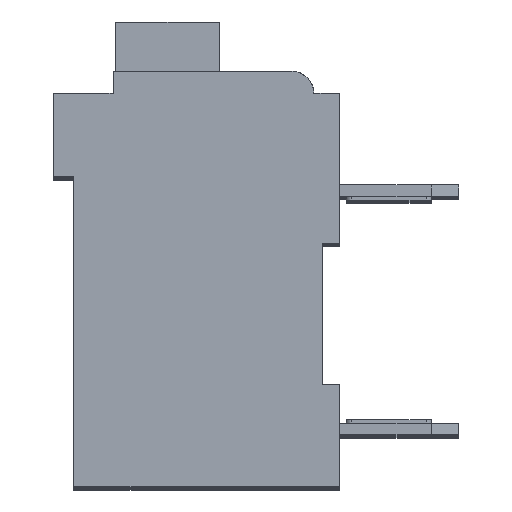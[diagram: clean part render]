
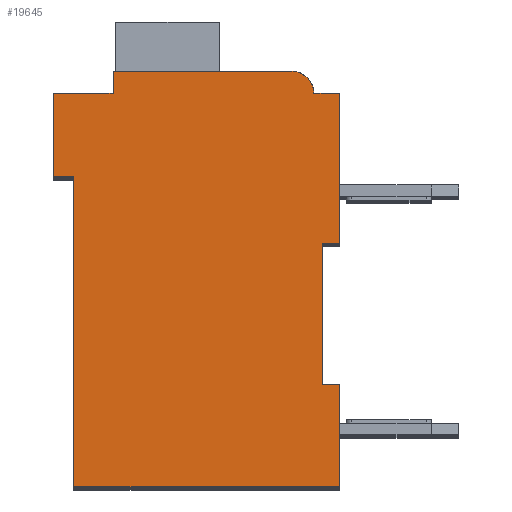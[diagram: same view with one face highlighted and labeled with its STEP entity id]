
A CAD part, top view. The second image highlights one B-rep face of the part: STEP entity #19645.
In plain terms, the highlighted planar face has unit normal (0, 0, 1).
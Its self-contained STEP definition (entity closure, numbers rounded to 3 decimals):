
#6058=DIRECTION('',(1.,0.,0.));
#6059=VECTOR('',#6058,0.5);
#6060=CARTESIAN_POINT('',(7.3,7.15,2.1));
#6061=LINE('',#6060,#6059);
#6062=DIRECTION('',(0.,1.,0.));
#6063=VECTOR('',#6062,4.15);
#6064=CARTESIAN_POINT('',(7.3,3.,2.1));
#6065=LINE('',#6064,#6063);
#6066=DIRECTION('',(-1.,0.,0.));
#6067=VECTOR('',#6066,0.5);
#6068=CARTESIAN_POINT('',(7.8,3.,2.1));
#6069=LINE('',#6068,#6067);
#6070=DIRECTION('',(0.,1.,0.));
#6071=VECTOR('',#6070,3.);
#6072=CARTESIAN_POINT('',(7.8,0.,2.1));
#6073=LINE('',#6072,#6071);
#6074=DIRECTION('',(1.,0.,0.));
#6075=VECTOR('',#6074,7.8);
#6076=CARTESIAN_POINT('',(0.,0.,2.1));
#6077=LINE('',#6076,#6075);
#6078=DIRECTION('',(0.,-1.,0.));
#6079=VECTOR('',#6078,9.1);
#6080=CARTESIAN_POINT('',(0.,9.1,2.1));
#6081=LINE('',#6080,#6079);
#6082=DIRECTION('',(1.,0.,0.));
#6083=VECTOR('',#6082,0.6);
#6084=CARTESIAN_POINT('',(-0.6,9.1,2.1));
#6085=LINE('',#6084,#6083);
#6086=DIRECTION('',(0.,-1.,0.));
#6087=VECTOR('',#6086,2.45);
#6088=CARTESIAN_POINT('',(-0.6,11.55,2.1));
#6089=LINE('',#6088,#6087);
#6090=DIRECTION('',(-1.,0.,0.));
#6091=VECTOR('',#6090,1.75);
#6092=CARTESIAN_POINT('',(1.15,11.55,2.1));
#6093=LINE('',#6092,#6091);
#6094=DIRECTION('',(0.,-1.,0.));
#6095=VECTOR('',#6094,0.65);
#6096=CARTESIAN_POINT('',(1.15,12.2,2.1));
#6097=LINE('',#6096,#6095);
#6098=DIRECTION('',(-1.,0.,0.));
#6099=VECTOR('',#6098,5.25);
#6100=CARTESIAN_POINT('',(6.4,12.2,2.1));
#6101=LINE('',#6100,#6099);
#6102=CARTESIAN_POINT('',(6.4,11.55,2.1));
#6103=DIRECTION('',(0.,0.,1.));
#6104=DIRECTION('',(1.,0.,0.));
#6105=AXIS2_PLACEMENT_3D('',#6102,#6103,#6104);
#6107=DIRECTION('',(-1.,0.,0.));
#6108=VECTOR('',#6107,0.75);
#6109=CARTESIAN_POINT('',(7.8,11.55,2.1));
#6110=LINE('',#6109,#6108);
#6111=DIRECTION('',(0.,1.,0.));
#6112=VECTOR('',#6111,4.4);
#6113=CARTESIAN_POINT('',(7.8,7.15,2.1));
#6114=LINE('',#6113,#6112);
#9545=CARTESIAN_POINT('',(7.3,7.15,2.1));
#9546=CARTESIAN_POINT('',(7.8,7.15,2.1));
#9547=VERTEX_POINT('',#9545);
#9548=VERTEX_POINT('',#9546);
#9549=CARTESIAN_POINT('',(7.8,11.55,2.1));
#9550=VERTEX_POINT('',#9549);
#9551=CARTESIAN_POINT('',(7.05,11.55,2.1));
#9552=VERTEX_POINT('',#9551);
#9553=CARTESIAN_POINT('',(6.4,12.2,2.1));
#9554=VERTEX_POINT('',#9553);
#9555=CARTESIAN_POINT('',(1.15,12.2,2.1));
#9556=VERTEX_POINT('',#9555);
#9557=CARTESIAN_POINT('',(1.15,11.55,2.1));
#9558=VERTEX_POINT('',#9557);
#9559=CARTESIAN_POINT('',(-0.6,11.55,2.1));
#9560=VERTEX_POINT('',#9559);
#9561=CARTESIAN_POINT('',(-0.6,9.1,2.1));
#9562=VERTEX_POINT('',#9561);
#9563=CARTESIAN_POINT('',(0.,9.1,2.1));
#9564=VERTEX_POINT('',#9563);
#9565=CARTESIAN_POINT('',(0.,0.,2.1));
#9566=VERTEX_POINT('',#9565);
#9567=CARTESIAN_POINT('',(7.8,0.,2.1));
#9568=VERTEX_POINT('',#9567);
#9569=CARTESIAN_POINT('',(7.8,3.,2.1));
#9570=VERTEX_POINT('',#9569);
#9571=CARTESIAN_POINT('',(7.3,3.,2.1));
#9572=VERTEX_POINT('',#9571);
#19624=CARTESIAN_POINT('',(0.,0.,2.1));
#19625=DIRECTION('',(0.,0.,1.));
#19626=DIRECTION('',(1.,0.,0.));
#19627=AXIS2_PLACEMENT_3D('',#19624,#19625,#19626);
#19628=PLANE('',#19627);
#19629=ORIENTED_EDGE('',*,*,#12566,.F.);
#19630=ORIENTED_EDGE('',*,*,#13046,.F.);
#19631=ORIENTED_EDGE('',*,*,#16452,.F.);
#19632=ORIENTED_EDGE('',*,*,#16687,.F.);
#19633=ORIENTED_EDGE('',*,*,#16966,.F.);
#19634=ORIENTED_EDGE('',*,*,#17368,.F.);
#19635=ORIENTED_EDGE('',*,*,#17504,.F.);
#19636=ORIENTED_EDGE('',*,*,#17775,.F.);
#19637=ORIENTED_EDGE('',*,*,#18093,.F.);
#19638=ORIENTED_EDGE('',*,*,#18564,.F.);
#19639=ORIENTED_EDGE('',*,*,#18928,.F.);
#19640=ORIENTED_EDGE('',*,*,#18144,.F.);
#19641=ORIENTED_EDGE('',*,*,#18425,.F.);
#19642=ORIENTED_EDGE('',*,*,#12941,.F.);
#19643=EDGE_LOOP('',(#19629,#19630,#19631,#19632,#19633,#19634,#19635,#19636,
#19637,#19638,#19639,#19640,#19641,#19642));
#19644=FACE_OUTER_BOUND('',#19643,.F.);
#6106=CIRCLE('',#6105,0.65);
#12566=EDGE_CURVE('',#9547,#9548,#6061,.T.);
#12941=EDGE_CURVE('',#9548,#9550,#6114,.T.);
#13046=EDGE_CURVE('',#9572,#9547,#6065,.T.);
#16452=EDGE_CURVE('',#9570,#9572,#6069,.T.);
#16687=EDGE_CURVE('',#9568,#9570,#6073,.T.);
#16966=EDGE_CURVE('',#9566,#9568,#6077,.T.);
#17368=EDGE_CURVE('',#9564,#9566,#6081,.T.);
#17504=EDGE_CURVE('',#9562,#9564,#6085,.T.);
#17775=EDGE_CURVE('',#9560,#9562,#6089,.T.);
#18093=EDGE_CURVE('',#9558,#9560,#6093,.T.);
#18144=EDGE_CURVE('',#9552,#9554,#6106,.T.);
#18425=EDGE_CURVE('',#9550,#9552,#6110,.T.);
#18564=EDGE_CURVE('',#9556,#9558,#6097,.T.);
#18928=EDGE_CURVE('',#9554,#9556,#6101,.T.);
#19645=ADVANCED_FACE('',(#19644),#19628,.T.);
